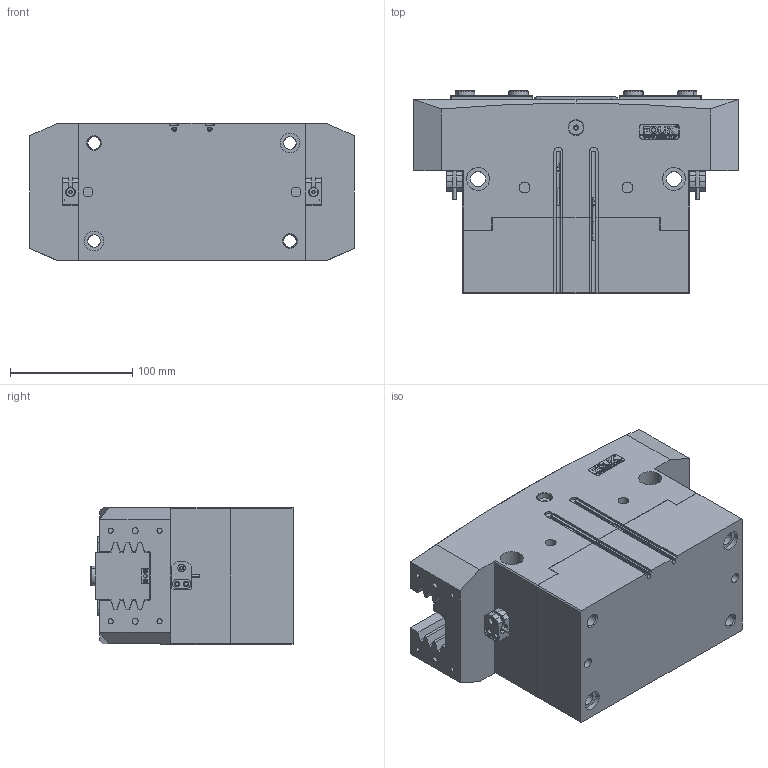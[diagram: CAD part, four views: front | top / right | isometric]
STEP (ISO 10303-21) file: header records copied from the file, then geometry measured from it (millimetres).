
FILE_DESCRIPTION (( 'STEP AP203' ), '1' );
FILE_NAME ('FR113-265-NO.STEP', '2025-01-15T02:06:49', ( 'USER-' ), ( 'Microsoft' ), 'SwSTEP 2.0', 'SolidWorks 2018', '' );
FILE_SCHEMA (( 'CONFIG_CONTROL_DESIGN' ));
Length unit declared in the file: millimetre
Products named in the file (14): 羲壽標釱B; TRT113-265-M-02 喘倛賑輸; ﾏ擎ﾗ16｡ﾁ12｡ﾁ8; 揤輸蚾饜极; FR113-265; 8-30 換覜ん; 棠羲換覜ん; 揤輸杅耀.sldasm-Part-9; 埴翐芛_GB_FASTENER_SCREWS_HSHCS M2X8-N; TRT113-265-M-22B 晊扥极; 32x12-R2; TRT113-265-M-06 笢猾啣; FR113-265-NO; TRT113-265-M-01 喘倛褲极
Assembly tree (22 placements, depth 4):
  FR113-265-NO
    FR113-265
      TRT113-265-M-01 喘倛褲极
      TRT113-265-M-02 喘倛賑輸  x2
      TRT113-265-M-06 笢猾啣
      羲壽標釱B  x2
      8-30 換覜ん  x2
      棠羲換覜ん  x2
      揤輸蚾饜极  x2
        揤輸杅耀.sldasm-Part-9
        埴翐芛_GB_FASTENER_SCREWS_HSHCS M2X8-N
      32x12-R2
      ﾏ擎ﾗ16｡ﾁ12｡ﾁ8  x4
    TRT113-265-M-22B 晊扥极
Bounding box: 265 x 165 x 112 mm (x, y, z)
Volume: 3525690.2 mm3; surface area: 358914.5 mm2
Topology: 22 solids, 28 shells, 1399 faces, 3587 edges, 2301 vertices
Faces by surface type: plane 670, cylinder 399, cone 167, bspline 155, torus 8
Entity records: 41187 total; most frequent: CARTESIAN_POINT 12907, ORIENTED_EDGE 5664, DIRECTION 5145, EDGE_CURVE 2832, VERTEX_POINT 1858, LINE 1789, VECTOR 1789, AXIS2_PLACEMENT_3D 1678
